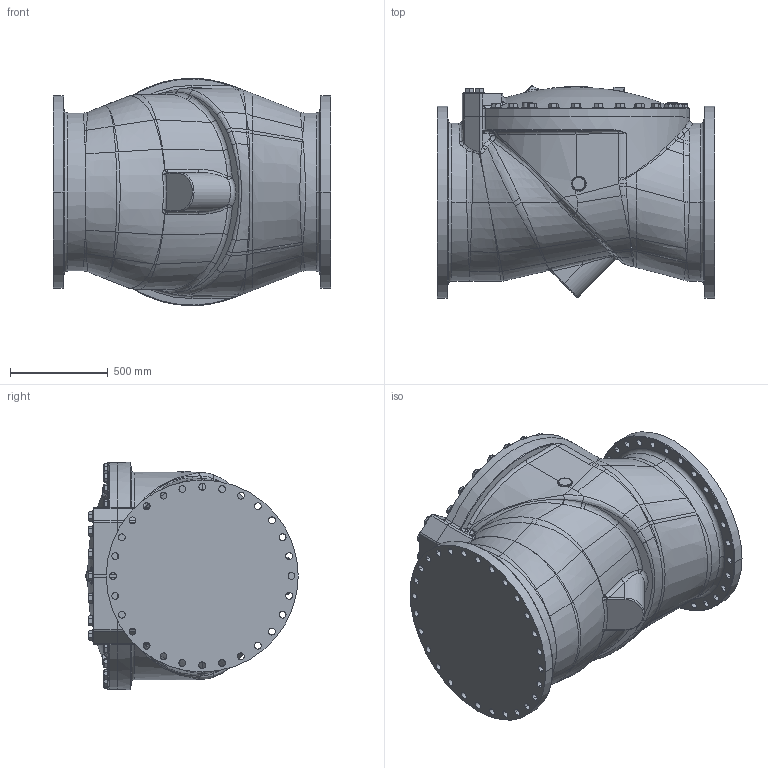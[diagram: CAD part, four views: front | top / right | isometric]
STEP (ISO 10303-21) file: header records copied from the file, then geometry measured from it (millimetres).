
FILE_DESCRIPTION((''),'2;1');
FILE_NAME('530A_SW0001','2020-07-21T13:34:33',('tomb'),(''),'CREO PARAMETRIC BY PTC INC, 2020053','CREO PARAMETRIC BY PTC INC, 2020053','');
FILE_SCHEMA(('CONFIG_CONTROL_DESIGN'));
Length unit declared in the file: inch
Products named in the file (1): 530A_SW0001
Bounding box: 1422.4 x 1089.18 x 1164.85 mm (x, y, z)
Volume: 1041027884.3 mm3; surface area: 7460789.7 mm2
Topology: 1 solids, 2 shells, 1323 faces, 3071 edges, 1838 vertices
Faces by surface type: plane 340, bspline 290, cylinder 262, torus 211, cone 199, sphere 21
Entity records: 66740 total; most frequent: CARTESIAN_POINT 38599, ORIENTED_EDGE 6134, DIRECTION 5433, EDGE_CURVE 3067, AXIS2_PLACEMENT_3D 2348, VERTEX_POINT 1838, EDGE_LOOP 1527, FACE_OUTER_BOUND 1323
